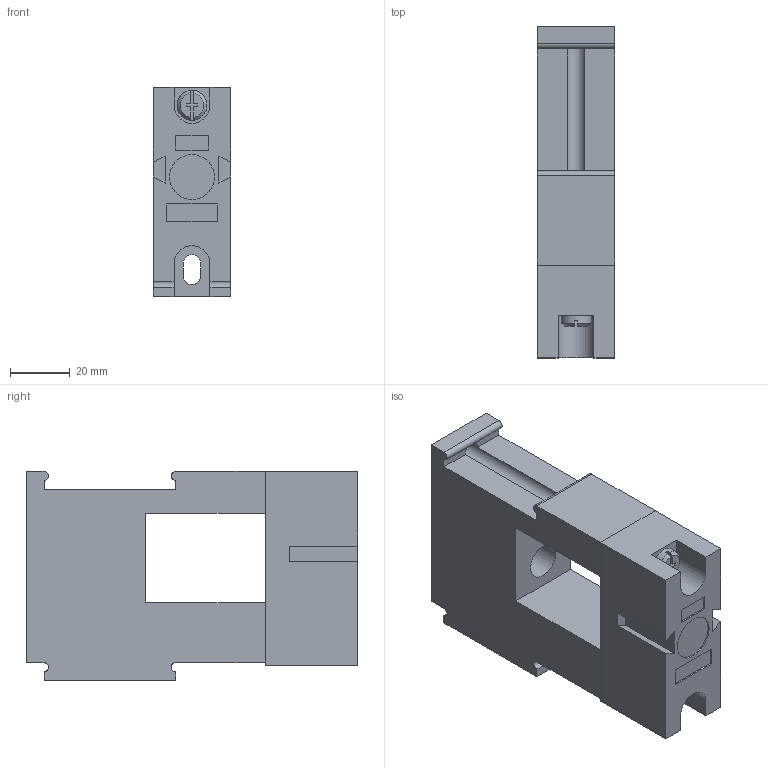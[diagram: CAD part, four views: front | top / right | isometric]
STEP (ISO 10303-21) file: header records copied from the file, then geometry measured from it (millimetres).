
FILE_DESCRIPTION(/* description */ ('STEP AP214'),/* implementation_level */ '2;1');
FILE_NAME(/* name */ '01116',/* time_stamp */ '2023-09-28T15:05:32+02:00',/* author */ ('License CC BY-ND 4.0'),/* organization */ ('CADENAS'),/* preprocessor_version */ 'ST-DEVELOPER v19.3',/* originating_system */ 'PARTsolutions',/* authorisation */ ' ');
FILE_SCHEMA (('AUTOMOTIVE_DESIGN {1 0 10303 214 3 1 1}'));
Length unit declared in the file: millimetre
Products named in the file (4): 01116; 80175; 79847000; 30821000
Assembly tree (3 placements, depth 2):
  01116
    80175
    79847000
    30821000
Bounding box: 26 x 111 x 70 mm (x, y, z)
Volume: 135390.4 mm3; surface area: 33441.2 mm2
Topology: 3 solids, 3 shells, 96 faces, 259 edges, 171 vertices
Faces by surface type: plane 76, cylinder 17, cone 3
Full cylindrical faces by diameter (mm): 6 x3, 6.5 x1, 10 x1, 12 x1, 15 x1
Entity records: 3068 total; most frequent: CARTESIAN_POINT 541, ORIENTED_EDGE 498, DIRECTION 489, EDGE_CURVE 249, LINE 199, VECTOR 199, VERTEX_POINT 170, AXIS2_PLACEMENT_3D 145
